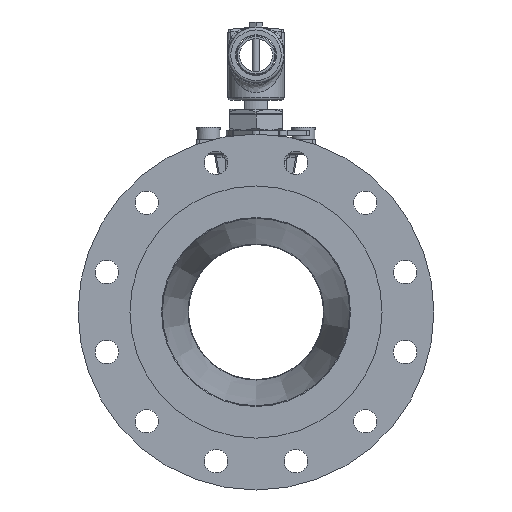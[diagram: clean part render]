
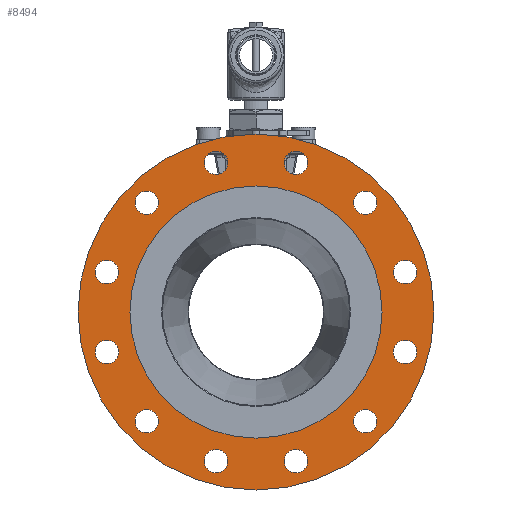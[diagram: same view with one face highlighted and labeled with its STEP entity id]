
A CAD part, front view. The second image highlights one B-rep face of the part: STEP entity #8494.
In plain terms, the highlighted planar face has unit normal (0, -1, 0).
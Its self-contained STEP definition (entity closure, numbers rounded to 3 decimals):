
#1379=CARTESIAN_POINT('',(-31.871,-273.235,165.968));
#1380=VERTEX_POINT('',#1379);
#1381=CARTESIAN_POINT('',(-42.783,-273.235,159.668));
#1382=DIRECTION('',(0.0,1.,0.0));
#1383=DIRECTION('',(-0.866,0.0,-0.5));
#1384=AXIS2_PLACEMENT_3D('',#1381,#1382,#1383);
#1385=CIRCLE('',#1384,12.6);
#1386=EDGE_CURVE('',#1380,#1380,#1385,.T.);
#1407=CARTESIAN_POINT('',(-110.585,-273.235,127.797));
#1408=VERTEX_POINT('',#1407);
#1409=CARTESIAN_POINT('',(-116.885,-273.235,116.885));
#1410=DIRECTION('',(0.0,1.,0.0));
#1411=DIRECTION('',(-0.5,0.0,-0.866));
#1412=AXIS2_PLACEMENT_3D('',#1409,#1410,#1411);
#1413=CIRCLE('',#1412,12.6);
#1414=EDGE_CURVE('',#1408,#1408,#1413,.T.);
#1435=CARTESIAN_POINT('',(-159.668,-273.235,55.383));
#1436=VERTEX_POINT('',#1435);
#1437=CARTESIAN_POINT('',(-159.668,-273.235,42.783));
#1438=DIRECTION('',(0.0,1.0,0.0));
#1439=DIRECTION('',(0.0,0.0,-1.0));
#1440=AXIS2_PLACEMENT_3D('',#1437,#1438,#1439);
#1441=CIRCLE('',#1440,12.6);
#1442=EDGE_CURVE('',#1436,#1436,#1441,.T.);
#1463=CARTESIAN_POINT('',(-165.968,-273.235,-31.871));
#1464=VERTEX_POINT('',#1463);
#1465=CARTESIAN_POINT('',(-159.668,-273.235,-42.783));
#1466=DIRECTION('',(0.0,1.,0.0));
#1467=DIRECTION('',(0.5,0.0,-0.866));
#1468=AXIS2_PLACEMENT_3D('',#1465,#1466,#1467);
#1469=CIRCLE('',#1468,12.6);
#1470=EDGE_CURVE('',#1464,#1464,#1469,.T.);
#1491=CARTESIAN_POINT('',(-127.797,-273.235,-110.585));
#1492=VERTEX_POINT('',#1491);
#1493=CARTESIAN_POINT('',(-116.885,-273.235,-116.885));
#1494=DIRECTION('',(0.0,1.,0.0));
#1495=DIRECTION('',(0.866,0.0,-0.5));
#1496=AXIS2_PLACEMENT_3D('',#1493,#1494,#1495);
#1497=CIRCLE('',#1496,12.6);
#1498=EDGE_CURVE('',#1492,#1492,#1497,.T.);
#1519=CARTESIAN_POINT('',(-55.383,-273.235,-159.668));
#1520=VERTEX_POINT('',#1519);
#1521=CARTESIAN_POINT('',(-42.783,-273.235,-159.668));
#1522=DIRECTION('',(0.0,1.0,0.0));
#1523=DIRECTION('',(1.0,0.0,0.0));
#1524=AXIS2_PLACEMENT_3D('',#1521,#1522,#1523);
#1525=CIRCLE('',#1524,12.6);
#1526=EDGE_CURVE('',#1520,#1520,#1525,.T.);
#1547=CARTESIAN_POINT('',(31.871,-273.235,-165.968));
#1548=VERTEX_POINT('',#1547);
#1549=CARTESIAN_POINT('',(42.783,-273.235,-159.668));
#1550=DIRECTION('',(0.0,1.0,0.0));
#1551=DIRECTION('',(0.866,0.0,0.5));
#1552=AXIS2_PLACEMENT_3D('',#1549,#1550,#1551);
#1553=CIRCLE('',#1552,12.6);
#1554=EDGE_CURVE('',#1548,#1548,#1553,.T.);
#1575=CARTESIAN_POINT('',(110.585,-273.235,-127.797));
#1576=VERTEX_POINT('',#1575);
#1577=CARTESIAN_POINT('',(116.885,-273.235,-116.885));
#1578=DIRECTION('',(0.0,1.,0.0));
#1579=DIRECTION('',(0.5,0.0,0.866));
#1580=AXIS2_PLACEMENT_3D('',#1577,#1578,#1579);
#1581=CIRCLE('',#1580,12.6);
#1582=EDGE_CURVE('',#1576,#1576,#1581,.T.);
#1603=CARTESIAN_POINT('',(159.668,-273.235,-55.383));
#1604=VERTEX_POINT('',#1603);
#1605=CARTESIAN_POINT('',(159.668,-273.235,-42.783));
#1606=DIRECTION('',(0.0,1.0,0.0));
#1607=DIRECTION('',(0.0,0.0,1.0));
#1608=AXIS2_PLACEMENT_3D('',#1605,#1606,#1607);
#1609=CIRCLE('',#1608,12.6);
#1610=EDGE_CURVE('',#1604,#1604,#1609,.T.);
#1631=CARTESIAN_POINT('',(165.968,-273.235,31.871));
#1632=VERTEX_POINT('',#1631);
#1633=CARTESIAN_POINT('',(159.668,-273.235,42.783));
#1634=DIRECTION('',(0.0,1.,0.0));
#1635=DIRECTION('',(-0.5,0.0,0.866));
#1636=AXIS2_PLACEMENT_3D('',#1633,#1634,#1635);
#1637=CIRCLE('',#1636,12.6);
#1638=EDGE_CURVE('',#1632,#1632,#1637,.T.);
#1659=CARTESIAN_POINT('',(127.797,-273.235,110.585));
#1660=VERTEX_POINT('',#1659);
#1661=CARTESIAN_POINT('',(116.885,-273.235,116.885));
#1662=DIRECTION('',(0.0,1.0,0.0));
#1663=DIRECTION('',(-0.866,0.0,0.5));
#1664=AXIS2_PLACEMENT_3D('',#1661,#1662,#1663);
#1665=CIRCLE('',#1664,12.6);
#1666=EDGE_CURVE('',#1660,#1660,#1665,.T.);
#1687=CARTESIAN_POINT('',(55.383,-273.235,159.668));
#1688=VERTEX_POINT('',#1687);
#1689=CARTESIAN_POINT('',(42.783,-273.235,159.668));
#1690=DIRECTION('',(0.0,1.0,0.0));
#1691=DIRECTION('',(-1.0,0.0,0.0));
#1692=AXIS2_PLACEMENT_3D('',#1689,#1690,#1691);
#1693=CIRCLE('',#1692,12.6);
#1694=EDGE_CURVE('',#1688,#1688,#1693,.T.);
#8424=CARTESIAN_POINT('',(0.0,-273.235,-190.5));
#8425=VERTEX_POINT('',#8424);
#8426=CARTESIAN_POINT('',(0.0,-273.235,0.0));
#8427=DIRECTION('',(0.0,-1.0,0.0));
#8428=DIRECTION('',(0.0,0.0,-1.0));
#8429=AXIS2_PLACEMENT_3D('',#8426,#8427,#8428);
#8430=CIRCLE('',#8429,190.5);
#8431=EDGE_CURVE('',#8425,#8425,#8430,.T.);
#8439=CARTESIAN_POINT('',(0.0,-273.235,-162.725));
#8440=DIRECTION('',(0.0,-1.0,0.0));
#8441=DIRECTION('',(0.0,0.0,-1.0));
#8442=AXIS2_PLACEMENT_3D('',#8439,#8440,#8441);
#8443=PLANE('',#8442);
#8444=ORIENTED_EDGE('',*,*,#8431,.T.);
#8445=EDGE_LOOP('',(#8444));
#8446=FACE_OUTER_BOUND('',#8445,.T.);
#8447=ORIENTED_EDGE('',*,*,#1386,.T.);
#8448=EDGE_LOOP('',(#8447));
#8449=FACE_BOUND('',#8448,.T.);
#8450=ORIENTED_EDGE('',*,*,#1414,.T.);
#8451=EDGE_LOOP('',(#8450));
#8452=FACE_BOUND('',#8451,.T.);
#8453=ORIENTED_EDGE('',*,*,#1442,.T.);
#8454=EDGE_LOOP('',(#8453));
#8455=FACE_BOUND('',#8454,.T.);
#8456=ORIENTED_EDGE('',*,*,#1470,.T.);
#8457=EDGE_LOOP('',(#8456));
#8458=FACE_BOUND('',#8457,.T.);
#8459=ORIENTED_EDGE('',*,*,#1498,.T.);
#8460=EDGE_LOOP('',(#8459));
#8461=FACE_BOUND('',#8460,.T.);
#8462=ORIENTED_EDGE('',*,*,#1526,.T.);
#8463=EDGE_LOOP('',(#8462));
#8464=FACE_BOUND('',#8463,.T.);
#8465=ORIENTED_EDGE('',*,*,#1554,.T.);
#8466=EDGE_LOOP('',(#8465));
#8467=FACE_BOUND('',#8466,.T.);
#8468=ORIENTED_EDGE('',*,*,#1582,.T.);
#8469=EDGE_LOOP('',(#8468));
#8470=FACE_BOUND('',#8469,.T.);
#8471=ORIENTED_EDGE('',*,*,#1610,.T.);
#8472=EDGE_LOOP('',(#8471));
#8473=FACE_BOUND('',#8472,.T.);
#8474=ORIENTED_EDGE('',*,*,#1638,.T.);
#8475=EDGE_LOOP('',(#8474));
#8476=FACE_BOUND('',#8475,.T.);
#8477=ORIENTED_EDGE('',*,*,#1666,.T.);
#8478=EDGE_LOOP('',(#8477));
#8479=FACE_BOUND('',#8478,.T.);
#8480=ORIENTED_EDGE('',*,*,#1694,.T.);
#8481=EDGE_LOOP('',(#8480));
#8482=FACE_BOUND('',#8481,.T.);
#8483=CARTESIAN_POINT('',(0.0,-273.235,-134.95));
#8484=VERTEX_POINT('',#8483);
#8485=CARTESIAN_POINT('',(0.0,-273.235,0.0));
#8486=DIRECTION('',(0.0,-1.0,0.0));
#8487=DIRECTION('',(0.0,0.0,-1.0));
#8488=AXIS2_PLACEMENT_3D('',#8485,#8486,#8487);
#8489=CIRCLE('',#8488,134.95);
#8490=EDGE_CURVE('',#8484,#8484,#8489,.T.);
#8491=ORIENTED_EDGE('',*,*,#8490,.F.);
#8492=EDGE_LOOP('',(#8491));
#8493=FACE_BOUND('',#8492,.T.);
#8494=ADVANCED_FACE('',(#8446,#8449,#8452,#8455,#8458,#8461,#8464,#8467,#8470,#8473,#8476,#8479,#8482,#8493),#8443,.T.);
